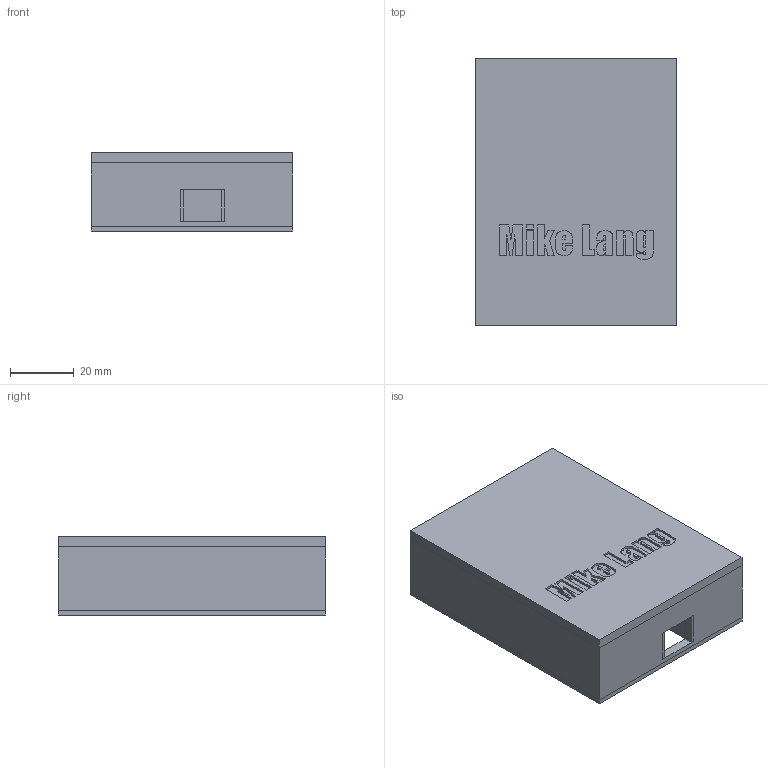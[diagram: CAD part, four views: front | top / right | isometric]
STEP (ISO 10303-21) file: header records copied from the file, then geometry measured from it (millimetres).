
FILE_DESCRIPTION(('FreeCAD Model'),'2;1');
FILE_NAME('Open CASCADE Shape Model','2023-03-27T07:57:09',(''),(''), 'Open CASCADE STEP processor 7.6','FreeCAD','Unknown');
FILE_SCHEMA(('AUTOMOTIVE_DESIGN { 1 0 10303 214 1 1 1 1 }'));
Length unit declared in the file: millimetre
Products named in the file (1): Pad007
Bounding box: 63.6 x 84.25 x 24.68 mm (x, y, z)
Volume: 34874.8 mm3; surface area: 27496 mm2
Topology: 1 solids, 1 shells, 244 faces, 651 edges, 422 vertices
Faces by surface type: plane 162, extrusion 82
Entity records: 17997 total; most frequent: CARTESIAN_POINT 5911, DIRECTION 1771, VECTOR 1445, LINE 1363, ORIENTED_EDGE 1302, PCURVE 1302, DEFINITIONAL_REPRESENTATION 1302, B_SPLINE_CURVE_WITH_KNOTS 672
